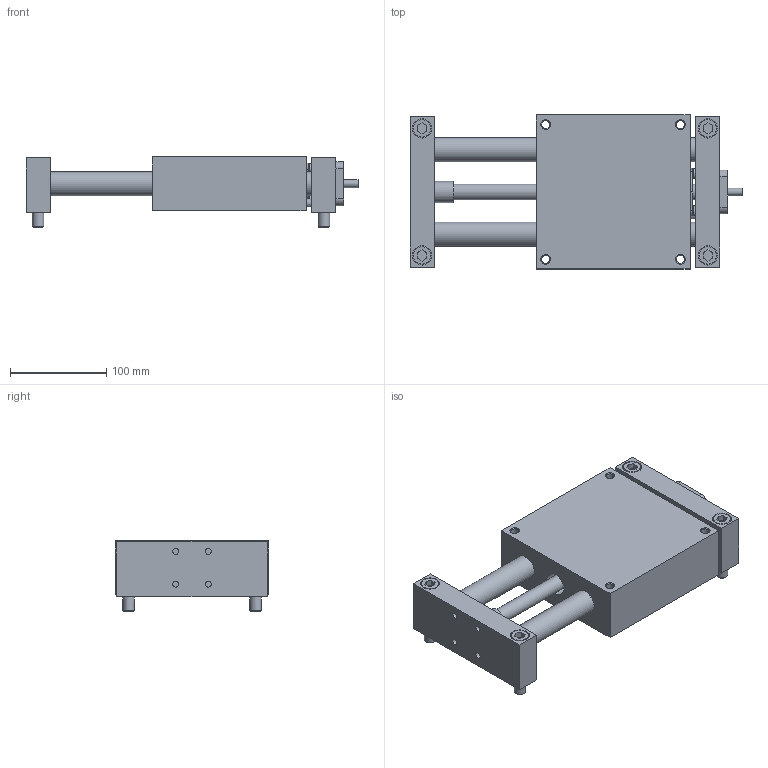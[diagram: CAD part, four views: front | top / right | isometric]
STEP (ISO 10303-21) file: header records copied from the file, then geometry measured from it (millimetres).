
FILE_DESCRIPTION( ( 'STEP AP214' ), '1' );
FILE_NAME( '3084121.step', '2007-06-27T13:44:36', ( ' ' ), ( ' ' ), 'XStep 1.0', ' ', ' ' );
FILE_SCHEMA( ( 'automotive_design' ) );
Length unit declared in the file: millimetre
Products named in the file (2): 1; 2
Bounding box: 345 x 160 x 73 mm (x, y, z)
Volume: 1976739.1 mm3; surface area: 268779.4 mm2
Topology: 2 solids, 4 shells, 196 faces, 428 edges, 285 vertices
Faces by surface type: plane 97, cylinder 81, cone 16, torus 2
Full cylindrical faces by diameter (mm): 4.02 x2, 4.918 x4, 6.2 x10, 8 x2, 8.376 x8, 8.5 x4, 10.5 x10, 12 x8, 13 x4, 15 x4, 16 x2, 17.7 x1, 18 x4, 20 x4, 22 x1, 24 x1, 25 x4
Entity records: 6447 total; most frequent: CARTESIAN_POINT 888, DIRECTION 856, ORIENTED_EDGE 608, EDGE_LOOP 366, AXIS2_PLACEMENT_3D 358, EDGE_CURVE 304, FACE_OUTER_BOUND 271, VERTEX_POINT 254
